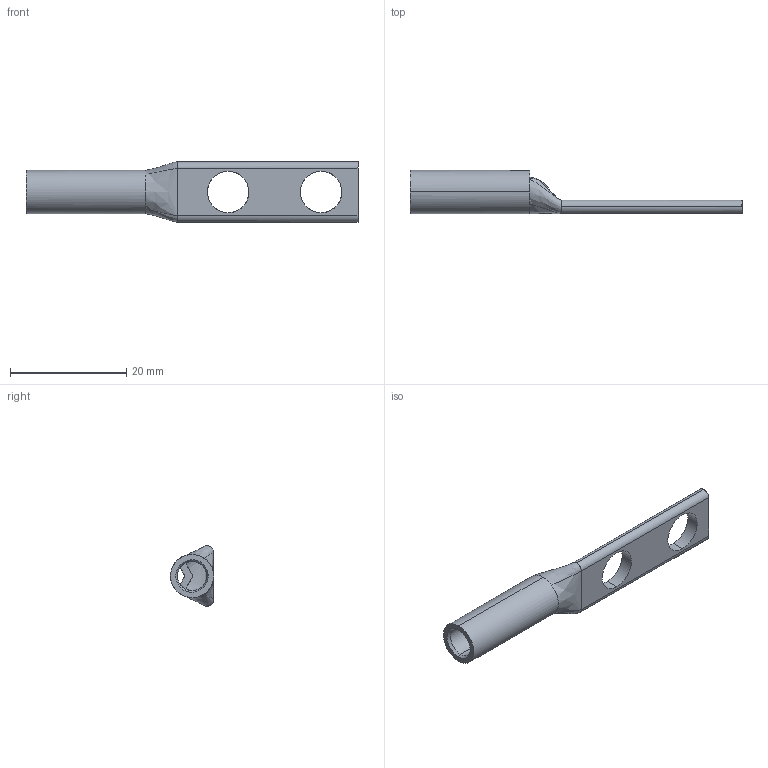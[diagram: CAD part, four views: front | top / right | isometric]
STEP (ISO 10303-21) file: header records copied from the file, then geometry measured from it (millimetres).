
FILE_DESCRIPTION (( 'STEP AP203' ), '1' );
FILE_NAME ('BLU-6D-2TC14-1.step', '2024-09-09T18:03:05', ( '' ), ( '' ), 'SwSTEP 2.0', 'SolidWorks 2023', '' );
FILE_SCHEMA (( 'CONFIG_CONTROL_DESIGN' ));
Length unit declared in the file: inch
Products named in the file (1): BLU-6D-2TC14-1
Bounding box: 57.15 x 7.42 x 10.41 mm (x, y, z)
Volume: 1121.3 mm3; surface area: 1765.2 mm2
Topology: 1 solids, 1 shells, 43 faces, 115 edges, 73 vertices
Faces by surface type: bspline 17, cylinder 13, plane 11, cone 2
Entity records: 2336 total; most frequent: CARTESIAN_POINT 1364, ORIENTED_EDGE 230, EDGE_CURVE 115, DIRECTION 111, VERTEX_POINT 73, B_SPLINE_CURVE_WITH_KNOTS 70, EDGE_LOOP 48, FACE_OUTER_BOUND 43
